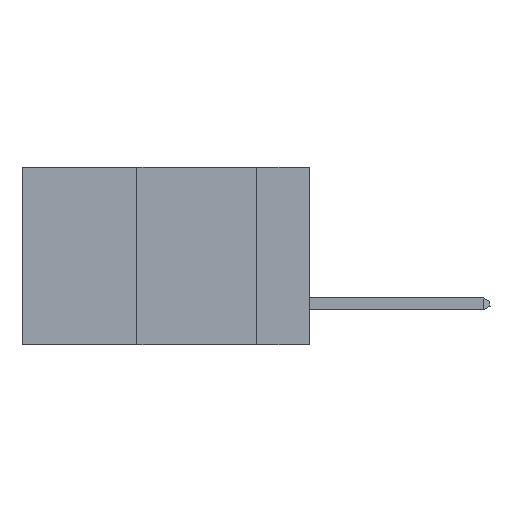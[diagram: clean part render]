
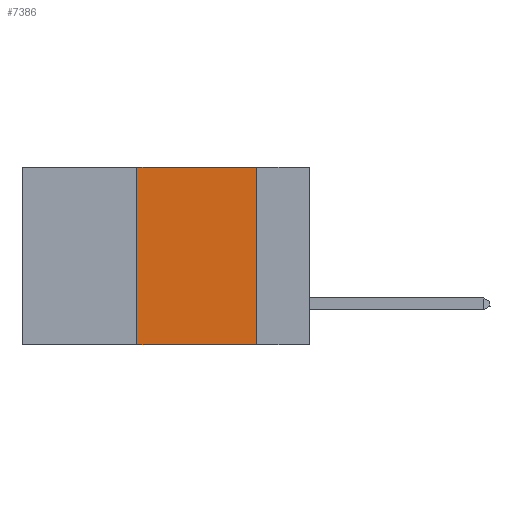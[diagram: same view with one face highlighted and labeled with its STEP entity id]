
A CAD part, left-side view. The second image highlights one B-rep face of the part: STEP entity #7386.
In plain terms, the highlighted planar face has unit normal (-1, 0, 0).
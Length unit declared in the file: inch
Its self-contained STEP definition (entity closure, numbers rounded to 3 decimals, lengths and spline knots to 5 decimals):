
#37 = ORIENTED_EDGE ( 'NONE', *, *, #7188, .F. ) ;
#81 = VERTEX_POINT ( 'NONE', #3595 ) ;
#1231 = AXIS2_PLACEMENT_3D ( 'NONE', #6319, #2851, #7117 ) ;
#1895 = DIRECTION ( 'NONE',  ( 0., 0., -1. ) ) ;
#2004 = VECTOR ( 'NONE', #4941, 39.37008 ) ;
#2215 = CARTESIAN_POINT ( 'NONE',  ( 0., 0.6, 0. ) ) ;
#2242 = LINE ( 'NONE', #3032, #2357 ) ;
#2357 = VECTOR ( 'NONE', #4413, 39.37008 ) ;
#2497 = VECTOR ( 'NONE', #1895, 39.37008 ) ;
#2611 = VERTEX_POINT ( 'NONE', #5122 ) ;
#2851 = DIRECTION ( 'NONE',  ( 1., 0., 0. ) ) ;
#3032 = CARTESIAN_POINT ( 'NONE',  ( 0., 0.36, 0. ) ) ;
#3186 = ORIENTED_EDGE ( 'NONE', *, *, #5300, .F. ) ;
#3465 = LINE ( 'NONE', #5746, #8796 ) ;
#3595 = CARTESIAN_POINT ( 'NONE',  ( 0., 0.11, -0.37 ) ) ;
#3652 = CARTESIAN_POINT ( 'NONE',  ( 0., 0.11, 0. ) ) ;
#3815 = VERTEX_POINT ( 'NONE', #3652 ) ;
#3872 = EDGE_CURVE ( 'NONE', #3815, #81, #7889, .T. ) ;
#4084 = LINE ( 'NONE', #2215, #2004 ) ;
#4225 = VERTEX_POINT ( 'NONE', #7163 ) ;
#4413 = DIRECTION ( 'NONE',  ( 0., 0., 1. ) ) ;
#4515 = FACE_OUTER_BOUND ( 'NONE', #5337, .T. ) ;
#4518 = EDGE_CURVE ( 'NONE', #2611, #81, #3465, .T. ) ;
#4941 = DIRECTION ( 'NONE',  ( 0., -1., 0. ) ) ;
#5122 = CARTESIAN_POINT ( 'NONE',  ( 0., 0.36, -0.37 ) ) ;
#5300 = EDGE_CURVE ( 'NONE', #2611, #4225, #2242, .T. ) ;
#5337 = EDGE_LOOP ( 'NONE', ( #5881, #37, #3186, #8268 ) ) ;
#5746 = CARTESIAN_POINT ( 'NONE',  ( 0., 0.6, -0.37 ) ) ;
#5881 = ORIENTED_EDGE ( 'NONE', *, *, #3872, .F. ) ;
#5918 = CARTESIAN_POINT ( 'NONE',  ( 0., 0.11, 0. ) ) ;
#6319 = CARTESIAN_POINT ( 'NONE',  ( 0., 0.6, 0. ) ) ;
#6963 = PLANE ( 'NONE',  #1231 ) ;
#7046 = DIRECTION ( 'NONE',  ( 0., -1., 0. ) ) ;
#7117 = DIRECTION ( 'NONE',  ( 0., 0., -1. ) ) ;
#7163 = CARTESIAN_POINT ( 'NONE',  ( 0., 0.36, 0. ) ) ;
#7188 = EDGE_CURVE ( 'NONE', #4225, #3815, #4084, .T. ) ;
#7386 = ADVANCED_FACE ( 'NONE', ( #4515 ), #6963, .F. ) ;
#7889 = LINE ( 'NONE', #5918, #2497 ) ;
#8268 = ORIENTED_EDGE ( 'NONE', *, *, #4518, .T. ) ;
#8796 = VECTOR ( 'NONE', #7046, 39.37008 ) ;
